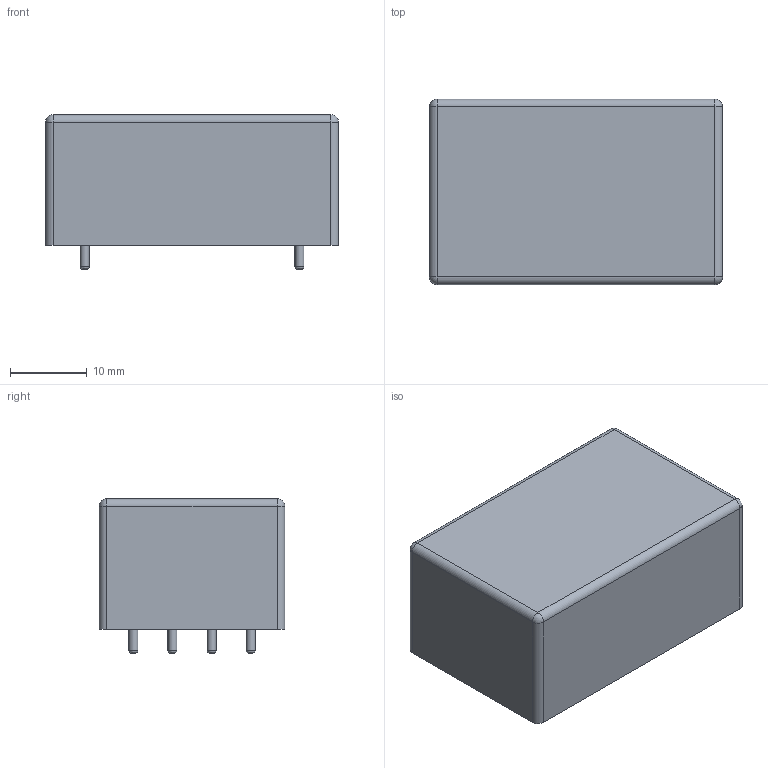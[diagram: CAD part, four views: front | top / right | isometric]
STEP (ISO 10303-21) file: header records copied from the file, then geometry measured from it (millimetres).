
FILE_DESCRIPTION(/* description */ ('model of Transformer_Microphone_Lundahl_LL1538'),/* implementation_level */ '2;1');
FILE_NAME(/* name */ 'Transformer_Microphone_Lundahl_LL1538.step',/* time_stamp */ '2018-11-13T18:00:07',/* author */ ('kicad StepUp','ksu'),/* organization */ ('FreeCAD'),/* preprocessor_version */ 'OCC',/* originating_system */ 'kicad StepUp',/* authorisation */ '');
FILE_SCHEMA(('AUTOMOTIVE_DESIGN { 1 0 10303 214 1 1 1 1 }'));
Length unit declared in the file: millimetre
Products named in the file (3): ASSEMBLY; Transformer_Microphone_Lundahl_LL1539; Transformer_Microphone_Lundahl_LL1538
Assembly tree (2 placements, depth 2):
  ASSEMBLY
    Transformer_Microphone_Lundahl_LL1539
    Transformer_Microphone_Lundahl_LL1538
Bounding box: 38.1 x 24.12 x 20.1 mm (x, y, z)
Volume: 15612.3 mm3; surface area: 3986.2 mm2
Topology: 8 solids, 8 shells, 46 faces, 75 edges, 41 vertices
Faces by surface type: plane 20, cylinder 15, revolution 7, sphere 4
Full cylindrical faces by diameter (mm): 1.169 x7
Entity records: 1183 total; most frequent: CARTESIAN_POINT 210, DIRECTION 206, ORIENTED_EDGE 142, AXIS2_PLACEMENT_3D 86, EDGE_CURVE 71, ADVANCED_FACE 46, FACE_BOUND 46, EDGE_LOOP 46
